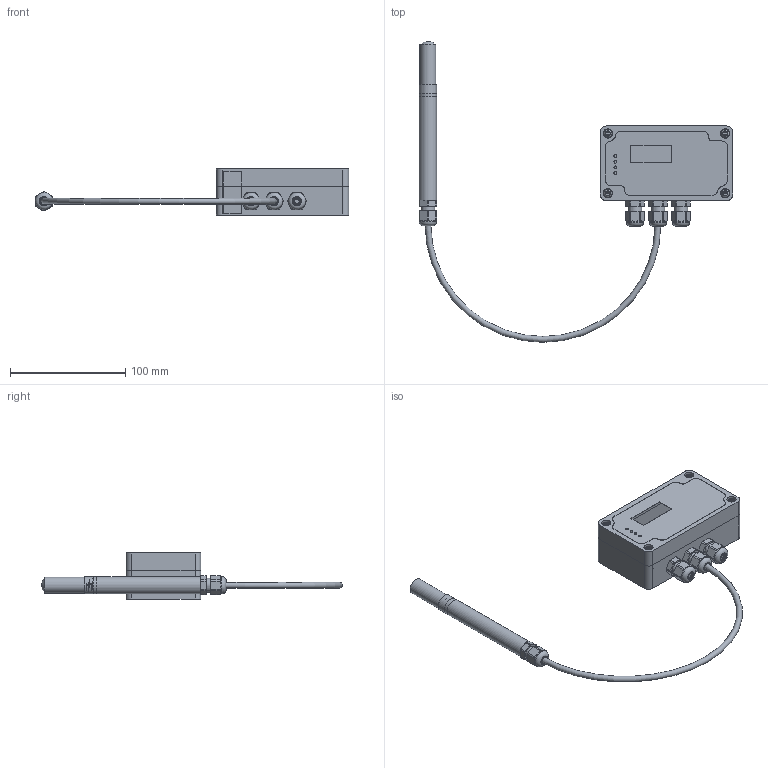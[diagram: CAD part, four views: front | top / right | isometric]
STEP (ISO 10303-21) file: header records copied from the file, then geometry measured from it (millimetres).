
FILE_DESCRIPTION(/* description */ (''),/* implementation_level */ '2;1');
FILE_NAME(/* name */ 'Mi-xxxWBxx.step',/* time_stamp */ '2021-07-20T10:36:53+02:00',/* author */ (''),/* organization */ (''),/* preprocessor_version */ 'ST-DEVELOPER v18.1',/* originating_system */ 'Autodesk Translation Framework v10.9.0.1377',/* authorisation */ '');
FILE_SCHEMA (('AUTOMOTIVE_DESIGN { 1 0 10303 214 3 1 1 }'));
Length unit declared in the file: millimetre
Products named in the file (7): Mi-xxxWBxx; sruba_M4; Tuleja+przewod_WB; M12_dlawnica; Przewod; G1/4_PG7_prostokat; Filtr_R1
Assembly tree (12 placements, depth 3):
  Mi-xxxWBxx
    M12_dlawnica  x3
    sruba_M4  x4
    Tuleja+przewod_WB
      M12_dlawnica
      Przewod
      G1/4_PG7_prostokat
      Filtr_R1
Bounding box: 272.5 x 261.32 x 40 mm (x, y, z)
Volume: 109764.6 mm3; surface area: 89191.4 mm2
Topology: 15 solids, 15 shells, 517 faces, 1238 edges, 800 vertices
Faces by surface type: plane 230, cylinder 189, cone 64, torus 25, bspline 9
Full cylindrical faces by diameter (mm): 2.5 x4, 4 x16, 5 x2, 5.5 x4, 6.5 x4, 8 x9, 9.957 x4, 10 x3, 11.08 x4, 11.445 x5, 12 x9, 12.3 x5, 14 x1, 15 x7
Entity records: 13462 total; most frequent: CARTESIAN_POINT 6347, DIRECTION 1463, ORIENTED_EDGE 1402, EDGE_CURVE 701, AXIS2_PLACEMENT_3D 555, VERTEX_POINT 461, LINE 353, VECTOR 353
